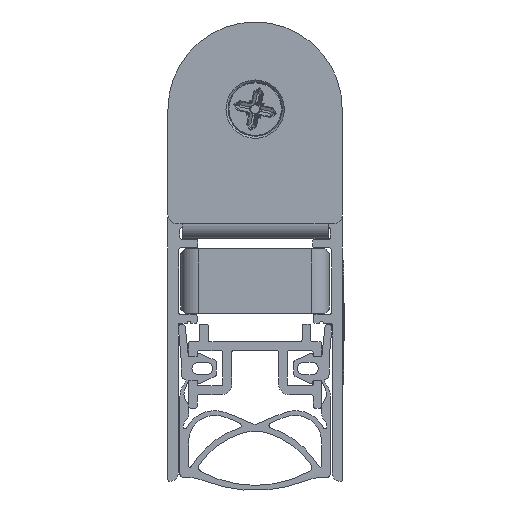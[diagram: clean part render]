
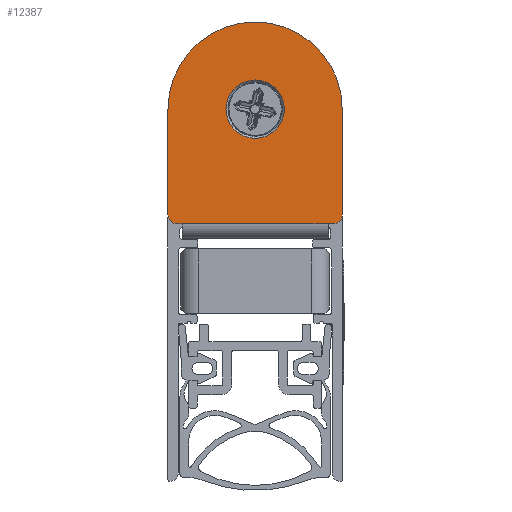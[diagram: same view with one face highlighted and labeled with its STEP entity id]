
A CAD part, front view. The second image highlights one B-rep face of the part: STEP entity #12387.
In plain terms, the highlighted planar face has unit normal (0, -1, 0).
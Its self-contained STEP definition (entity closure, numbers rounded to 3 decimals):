
#899=CIRCLE('',#13692,3.3);
#900=CIRCLE('',#13693,1.);
#901=CIRCLE('',#13694,9.85);
#902=CIRCLE('',#13695,1.);
#2471=ORIENTED_EDGE('',*,*,#5539,.T.);
#2472=ORIENTED_EDGE('',*,*,#5540,.F.);
#2473=ORIENTED_EDGE('',*,*,#5541,.T.);
#2474=ORIENTED_EDGE('',*,*,#5535,.T.);
#2475=ORIENTED_EDGE('',*,*,#5542,.T.);
#2476=ORIENTED_EDGE('',*,*,#5543,.F.);
#2477=ORIENTED_EDGE('',*,*,#5544,.T.);
#2478=ORIENTED_EDGE('',*,*,#5545,.F.);
#2479=ORIENTED_EDGE('',*,*,#5532,.F.);
#5532=EDGE_CURVE('',#7175,#7176,#8385,.T.);
#5535=EDGE_CURVE('',#7177,#7178,#8386,.T.);
#5539=EDGE_CURVE('',#7181,#7181,#899,.F.);
#5540=EDGE_CURVE('',#7182,#7175,#8390,.T.);
#5541=EDGE_CURVE('',#7182,#7177,#900,.T.);
#5542=EDGE_CURVE('',#7178,#7183,#901,.T.);
#5543=EDGE_CURVE('',#7184,#7183,#8391,.T.);
#5544=EDGE_CURVE('',#7184,#7185,#902,.T.);
#5545=EDGE_CURVE('',#7176,#7185,#8392,.T.);
#7175=VERTEX_POINT('',#18667);
#7176=VERTEX_POINT('',#18668);
#7177=VERTEX_POINT('',#18673);
#7178=VERTEX_POINT('',#18674);
#7181=VERTEX_POINT('',#18682);
#7182=VERTEX_POINT('',#18684);
#7183=VERTEX_POINT('',#18687);
#7184=VERTEX_POINT('',#18689);
#7185=VERTEX_POINT('',#18691);
#8385=LINE('',#18666,#9484);
#8386=LINE('',#18672,#9485);
#8390=LINE('',#18683,#9489);
#8391=LINE('',#18688,#9490);
#8392=LINE('',#18692,#9491);
#9484=VECTOR('',#15602,1000.);
#9485=VECTOR('',#15609,1000.);
#9489=VECTOR('',#15617,1000.);
#9490=VECTOR('',#15622,1000.);
#9491=VECTOR('',#15625,1000.);
#10406=EDGE_LOOP('',(#2471));
#10407=EDGE_LOOP('',(#2472,#2473,#2474,#2475,#2476,#2477,#2478,#2479));
#11181=FACE_BOUND('',#10406,.T.);
#11182=FACE_BOUND('',#10407,.T.);
#11818=PLANE('',#13691);
#12387=ADVANCED_FACE('',(#11181,#11182),#11818,.T.);
#13691=AXIS2_PLACEMENT_3D('',#18680,#15613,#15614);
#13692=AXIS2_PLACEMENT_3D('',#18681,#15615,#15616);
#13693=AXIS2_PLACEMENT_3D('',#18685,#15618,#15619);
#13694=AXIS2_PLACEMENT_3D('',#18686,#15620,#15621);
#13695=AXIS2_PLACEMENT_3D('',#18690,#15623,#15624);
#15602=DIRECTION('',(-1.,0.,0.));
#15609=DIRECTION('',(0.,0.,1.));
#15613=DIRECTION('',(0.,-1.,0.));
#15614=DIRECTION('',(0.,0.,-1.));
#15615=DIRECTION('',(0.,-1.,0.));
#15616=DIRECTION('',(0.,0.,-1.));
#15617=DIRECTION('',(-1.,0.,0.));
#15618=DIRECTION('',(0.,-1.,0.));
#15619=DIRECTION('',(0.,0.,-1.));
#15620=DIRECTION('',(0.,-1.,0.));
#15621=DIRECTION('',(0.,0.,-1.));
#15622=DIRECTION('',(0.,0.,1.));
#15623=DIRECTION('',(0.,-1.,0.));
#15624=DIRECTION('',(0.,0.,-1.));
#15625=DIRECTION('',(-1.,0.,0.));
#18666=CARTESIAN_POINT('',(7.2,3.8,-20.8));
#18667=CARTESIAN_POINT('',(5.6,3.8,-20.8));
#18668=CARTESIAN_POINT('',(-10.9,3.8,-20.8));
#18672=CARTESIAN_POINT('',(7.2,3.8,-20.8));
#18673=CARTESIAN_POINT('',(7.2,3.8,-19.8));
#18674=CARTESIAN_POINT('',(7.2,3.8,-7.85));
#18680=CARTESIAN_POINT('',(7.2,3.8,-20.8));
#18681=CARTESIAN_POINT('',(-2.65,3.8,-7.85));
#18682=CARTESIAN_POINT('',(-2.65,3.8,-11.15));
#18683=CARTESIAN_POINT('',(7.2,3.8,-20.8));
#18684=CARTESIAN_POINT('',(6.2,3.8,-20.8));
#18685=CARTESIAN_POINT('',(6.2,3.8,-19.8));
#18686=CARTESIAN_POINT('',(-2.65,3.8,-7.85));
#18687=CARTESIAN_POINT('',(-12.5,3.8,-7.85));
#18688=CARTESIAN_POINT('',(-12.5,3.8,-20.8));
#18689=CARTESIAN_POINT('',(-12.5,3.8,-19.8));
#18690=CARTESIAN_POINT('',(-11.5,3.8,-19.8));
#18691=CARTESIAN_POINT('',(-11.5,3.8,-20.8));
#18692=CARTESIAN_POINT('',(7.2,3.8,-20.8));
